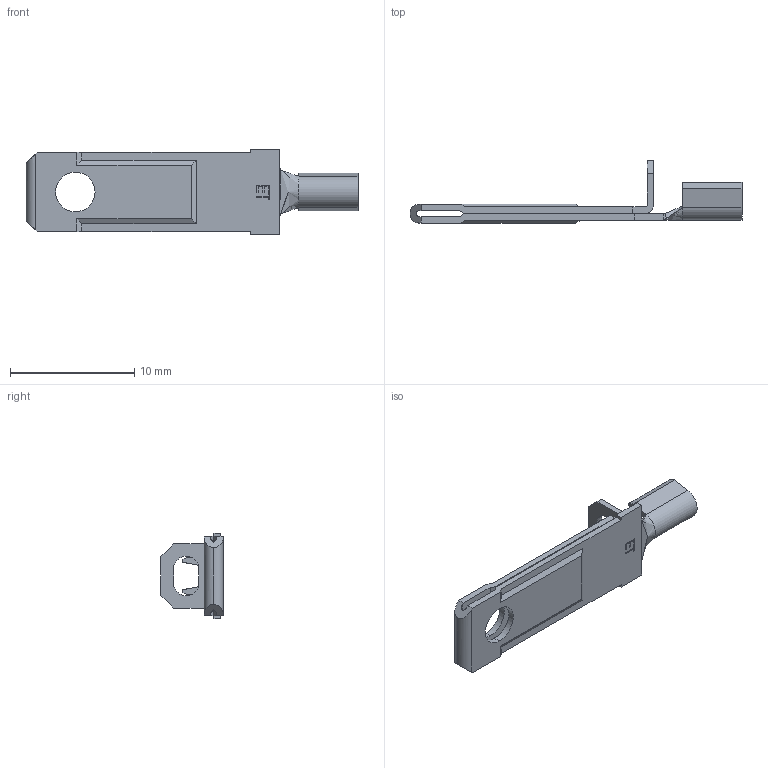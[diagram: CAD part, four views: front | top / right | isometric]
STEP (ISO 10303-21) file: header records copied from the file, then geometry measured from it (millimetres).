
FILE_DESCRIPTION (( 'STEP AP203' ), '1' );
FILE_NAME ('10430.STEP', '2015-02-23T17:43:53', ( '' ), ( '' ), 'SwSTEP 2.0', 'SolidWorks 2014', '' );
FILE_SCHEMA (( 'CONFIG_CONTROL_DESIGN' ));
Length unit declared in the file: inch
Products named in the file (1): 10430
Bounding box: 26.67 x 5 x 6.86 mm (x, y, z)
Volume: 145 mm3; surface area: 649.9 mm2
Topology: 1 solids, 1 shells, 162 faces, 430 edges, 272 vertices
Faces by surface type: plane 116, cylinder 26, cone 12, bspline 8
Entity records: 5193 total; most frequent: CARTESIAN_POINT 1151, ORIENTED_EDGE 860, DIRECTION 760, EDGE_CURVE 430, VECTOR 354, LINE 354, VERTEX_POINT 272, AXIS2_PLACEMENT_3D 203
